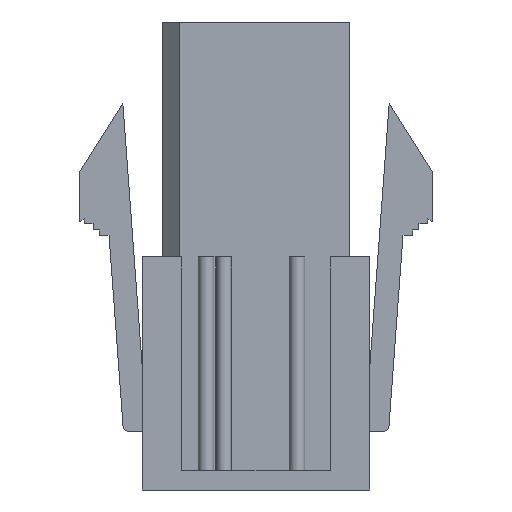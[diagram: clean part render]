
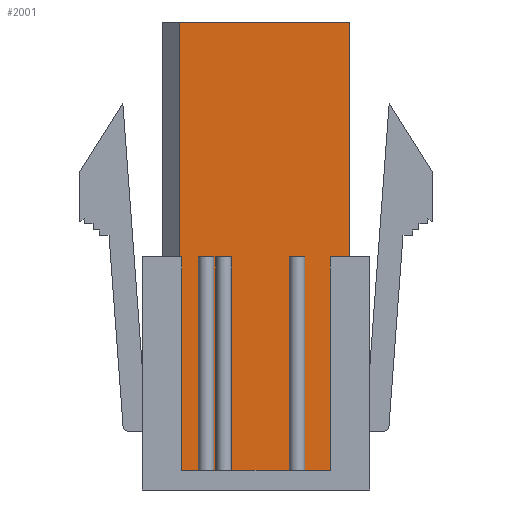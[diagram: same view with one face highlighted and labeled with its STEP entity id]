
A CAD part, front view. The second image highlights one B-rep face of the part: STEP entity #2001.
In plain terms, the highlighted planar face has unit normal (0, -1, 0).
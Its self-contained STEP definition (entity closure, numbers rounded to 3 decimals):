
#105=DIRECTION('',(-1.,0.,0.));
#106=VECTOR('',#105,8.7);
#107=CARTESIAN_POINT('',(4.8,1.,0.));
#108=LINE('',#107,#106);
#304=DIRECTION('',(0.,0.,-1.));
#305=VECTOR('',#304,12.);
#306=CARTESIAN_POINT('',(-3.9,1.,0.));
#307=LINE('',#306,#305);
#308=DIRECTION('',(0.,0.,-1.));
#309=VECTOR('',#308,12.);
#310=CARTESIAN_POINT('',(4.8,1.,0.));
#311=LINE('',#310,#309);
#312=DIRECTION('',(1.,0.,0.));
#313=VECTOR('',#312,1.);
#314=CARTESIAN_POINT('',(3.8,1.,-12.));
#315=LINE('',#314,#313);
#316=DIRECTION('',(0.,0.,-1.));
#317=VECTOR('',#316,10.9);
#318=CARTESIAN_POINT('',(3.8,1.,-12.));
#319=LINE('',#318,#317);
#320=DIRECTION('',(1.,0.,0.));
#321=VECTOR('',#320,1.3);
#322=CARTESIAN_POINT('',(2.5,1.,-22.9));
#323=LINE('',#322,#321);
#324=DIRECTION('',(0.,0.,1.));
#325=VECTOR('',#324,10.9);
#326=CARTESIAN_POINT('',(2.5,1.,-22.9));
#327=LINE('',#326,#325);
#328=DIRECTION('',(1.,0.,0.));
#329=VECTOR('',#328,0.8);
#330=CARTESIAN_POINT('',(1.7,1.,-12.));
#331=LINE('',#330,#329);
#332=DIRECTION('',(0.,0.,1.));
#333=VECTOR('',#332,10.9);
#334=CARTESIAN_POINT('',(1.7,1.,-22.9));
#335=LINE('',#334,#333);
#336=DIRECTION('',(1.,0.,0.));
#337=VECTOR('',#336,2.95);
#338=CARTESIAN_POINT('',(-1.25,1.,-22.9));
#339=LINE('',#338,#337);
#340=DIRECTION('',(0.,0.,1.));
#341=VECTOR('',#340,10.9);
#342=CARTESIAN_POINT('',(-1.25,1.,-22.9));
#343=LINE('',#342,#341);
#344=DIRECTION('',(-1.,0.,0.));
#345=VECTOR('',#344,0.8);
#346=CARTESIAN_POINT('',(-1.25,1.,-12.));
#347=LINE('',#346,#345);
#348=DIRECTION('',(0.,0.,1.));
#349=VECTOR('',#348,10.9);
#350=CARTESIAN_POINT('',(-2.05,1.,-22.9));
#351=LINE('',#350,#349);
#352=DIRECTION('',(1.,0.,0.));
#353=VECTOR('',#352,0.1);
#354=CARTESIAN_POINT('',(-2.15,1.,-22.9));
#355=LINE('',#354,#353);
#356=DIRECTION('',(0.,0.,1.));
#357=VECTOR('',#356,10.9);
#358=CARTESIAN_POINT('',(-2.15,1.,-22.9));
#359=LINE('',#358,#357);
#360=DIRECTION('',(-1.,0.,0.));
#361=VECTOR('',#360,0.8);
#362=CARTESIAN_POINT('',(-2.15,1.,-12.));
#363=LINE('',#362,#361);
#364=DIRECTION('',(0.,0.,1.));
#365=VECTOR('',#364,10.9);
#366=CARTESIAN_POINT('',(-2.95,1.,-22.9));
#367=LINE('',#366,#365);
#368=DIRECTION('',(1.,0.,0.));
#369=VECTOR('',#368,0.85);
#370=CARTESIAN_POINT('',(-3.8,1.,-22.9));
#371=LINE('',#370,#369);
#372=DIRECTION('',(0.,0.,1.));
#373=VECTOR('',#372,10.9);
#374=CARTESIAN_POINT('',(-3.8,1.,-22.9));
#375=LINE('',#374,#373);
#376=DIRECTION('',(1.,0.,0.));
#377=VECTOR('',#376,0.1);
#378=CARTESIAN_POINT('',(-3.9,1.,-12.));
#379=LINE('',#378,#377);
#1288=CARTESIAN_POINT('',(4.8,1.,0.));
#1290=VERTEX_POINT('',#1288);
#1397=CARTESIAN_POINT('',(3.8,1.,-12.));
#1398=CARTESIAN_POINT('',(4.8,1.,-12.));
#1399=VERTEX_POINT('',#1397);
#1400=VERTEX_POINT('',#1398);
#1405=CARTESIAN_POINT('',(-3.8,1.,-12.));
#1406=VERTEX_POINT('',#1405);
#1439=CARTESIAN_POINT('',(1.7,1.,-12.));
#1440=CARTESIAN_POINT('',(2.5,1.,-12.));
#1441=VERTEX_POINT('',#1439);
#1442=VERTEX_POINT('',#1440);
#1443=CARTESIAN_POINT('',(1.7,1.,-22.9));
#1444=VERTEX_POINT('',#1443);
#1445=CARTESIAN_POINT('',(2.5,1.,-22.9));
#1446=VERTEX_POINT('',#1445);
#1471=CARTESIAN_POINT('',(-2.95,1.,-22.9));
#1472=CARTESIAN_POINT('',(-2.95,1.,-12.));
#1473=VERTEX_POINT('',#1471);
#1474=VERTEX_POINT('',#1472);
#1475=CARTESIAN_POINT('',(-2.15,1.,-22.9));
#1476=CARTESIAN_POINT('',(-2.15,1.,-12.));
#1477=VERTEX_POINT('',#1475);
#1478=VERTEX_POINT('',#1476);
#1479=CARTESIAN_POINT('',(-2.05,1.,-22.9));
#1480=CARTESIAN_POINT('',(-2.05,1.,-12.));
#1481=VERTEX_POINT('',#1479);
#1482=VERTEX_POINT('',#1480);
#1483=CARTESIAN_POINT('',(-1.25,1.,-22.9));
#1484=CARTESIAN_POINT('',(-1.25,1.,-12.));
#1485=VERTEX_POINT('',#1483);
#1486=VERTEX_POINT('',#1484);
#1551=CARTESIAN_POINT('',(-3.8,1.,-22.9));
#1553=VERTEX_POINT('',#1551);
#1556=CARTESIAN_POINT('',(3.8,1.,-22.9));
#1558=VERTEX_POINT('',#1556);
#1687=CARTESIAN_POINT('',(-3.9,1.,0.));
#1689=VERTEX_POINT('',#1687);
#1691=CARTESIAN_POINT('',(-3.9,1.,-12.));
#1692=VERTEX_POINT('',#1691);
#1961=CARTESIAN_POINT('',(4.8,1.,0.));
#1962=DIRECTION('',(0.,-1.,0.));
#1963=DIRECTION('',(-1.,0.,0.));
#1964=AXIS2_PLACEMENT_3D('',#1961,#1962,#1963);
#1965=PLANE('',#1964);
#1967=ORIENTED_EDGE('',*,*,#1966,.F.);
#1968=ORIENTED_EDGE('',*,*,#1716,.F.);
#1970=ORIENTED_EDGE('',*,*,#1969,.T.);
#1972=ORIENTED_EDGE('',*,*,#1971,.F.);
#1974=ORIENTED_EDGE('',*,*,#1973,.T.);
#1975=ORIENTED_EDGE('',*,*,#1934,.F.);
#1977=ORIENTED_EDGE('',*,*,#1976,.T.);
#1979=ORIENTED_EDGE('',*,*,#1978,.F.);
#1981=ORIENTED_EDGE('',*,*,#1980,.F.);
#1982=ORIENTED_EDGE('',*,*,#1930,.F.);
#1984=ORIENTED_EDGE('',*,*,#1983,.T.);
#1986=ORIENTED_EDGE('',*,*,#1985,.T.);
#1988=ORIENTED_EDGE('',*,*,#1987,.F.);
#1989=ORIENTED_EDGE('',*,*,#1926,.F.);
#1990=ORIENTED_EDGE('',*,*,#1955,.T.);
#1992=ORIENTED_EDGE('',*,*,#1991,.T.);
#1993=ORIENTED_EDGE('',*,*,#1951,.F.);
#1994=ORIENTED_EDGE('',*,*,#1941,.F.);
#1996=ORIENTED_EDGE('',*,*,#1995,.T.);
#1998=ORIENTED_EDGE('',*,*,#1997,.F.);
#1999=EDGE_LOOP('',(#1967,#1968,#1970,#1972,#1974,#1975,#1977,#1979,#1981,#1982,
#1984,#1986,#1988,#1989,#1990,#1992,#1993,#1994,#1996,#1998));
#2000=FACE_OUTER_BOUND('',#1999,.F.);
#2001=ADVANCED_FACE('',(#2000),#1965,.T.);
#1716=EDGE_CURVE('',#1290,#1689,#108,.T.);
#1926=EDGE_CURVE('',#1477,#1481,#355,.T.);
#1930=EDGE_CURVE('',#1485,#1444,#339,.T.);
#1934=EDGE_CURVE('',#1446,#1558,#323,.T.);
#1941=EDGE_CURVE('',#1553,#1473,#371,.T.);
#1951=EDGE_CURVE('',#1473,#1474,#367,.T.);
#1955=EDGE_CURVE('',#1477,#1478,#359,.T.);
#1966=EDGE_CURVE('',#1689,#1692,#307,.T.);
#1969=EDGE_CURVE('',#1290,#1400,#311,.T.);
#1971=EDGE_CURVE('',#1399,#1400,#315,.T.);
#1973=EDGE_CURVE('',#1399,#1558,#319,.T.);
#1976=EDGE_CURVE('',#1446,#1442,#327,.T.);
#1978=EDGE_CURVE('',#1441,#1442,#331,.T.);
#1980=EDGE_CURVE('',#1444,#1441,#335,.T.);
#1983=EDGE_CURVE('',#1485,#1486,#343,.T.);
#1985=EDGE_CURVE('',#1486,#1482,#347,.T.);
#1987=EDGE_CURVE('',#1481,#1482,#351,.T.);
#1991=EDGE_CURVE('',#1478,#1474,#363,.T.);
#1995=EDGE_CURVE('',#1553,#1406,#375,.T.);
#1997=EDGE_CURVE('',#1692,#1406,#379,.T.);
